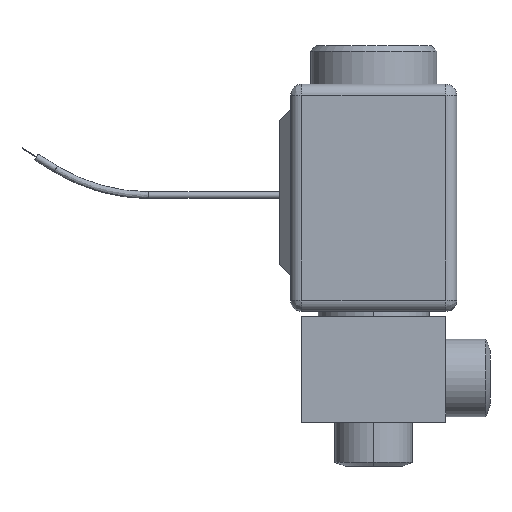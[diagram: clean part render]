
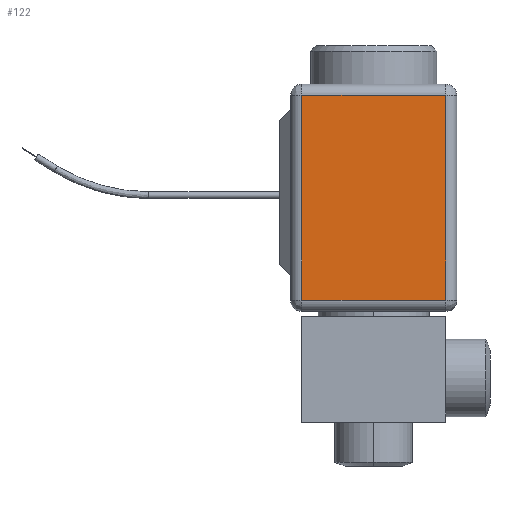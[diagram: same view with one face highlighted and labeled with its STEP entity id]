
A CAD part, top view. The second image highlights one B-rep face of the part: STEP entity #122.
In plain terms, the highlighted planar face has unit normal (0, 0, 1).
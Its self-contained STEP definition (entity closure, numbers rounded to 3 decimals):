
#36 = VECTOR ( 'NONE', #1459, 1000. ) ;
#88 = ORIENTED_EDGE ( 'NONE', *, *, #2453, .F. ) ;
#122 = ADVANCED_FACE ( 'NONE', ( #2955 ), #3780, .F. ) ;
#140 = VECTOR ( 'NONE', #1701, 1000. ) ;
#261 = VERTEX_POINT ( 'NONE', #2882 ) ;
#288 = EDGE_CURVE ( 'NONE', #2522, #261, #2438, .T. ) ;
#311 = LINE ( 'NONE', #1290, #2121 ) ;
#405 = ORIENTED_EDGE ( 'NONE', *, *, #3182, .F. ) ;
#466 = EDGE_LOOP ( 'NONE', ( #477, #2547, #405, #88 ) ) ;
#477 = ORIENTED_EDGE ( 'NONE', *, *, #288, .F. ) ;
#780 = CARTESIAN_POINT ( 'NONE',  ( 0., 67., 2.75 ) ) ;
#936 = LINE ( 'NONE', #780, #36 ) ;
#1290 = CARTESIAN_POINT ( 'NONE',  ( 13., 58.75, 2.75 ) ) ;
#1425 = VECTOR ( 'NONE', #2908, 1000. ) ;
#1459 = DIRECTION ( 'NONE',  ( 1., 0., 0. ) ) ;
#1701 = DIRECTION ( 'NONE',  ( -1., 0., 0. ) ) ;
#1785 = DIRECTION ( 'NONE',  ( 0., 0., -1. ) ) ;
#2121 = VECTOR ( 'NONE', #3295, 1000. ) ;
#2438 = LINE ( 'NONE', #4210, #1425 ) ;
#2453 = EDGE_CURVE ( 'NONE', #261, #3041, #936, .T. ) ;
#2465 = CARTESIAN_POINT ( 'NONE',  ( 0., 48.5, 2.75 ) ) ;
#2522 = VERTEX_POINT ( 'NONE', #3491 ) ;
#2547 = ORIENTED_EDGE ( 'NONE', *, *, #3483, .F. ) ;
#2806 = CARTESIAN_POINT ( 'NONE',  ( 13., 67., 2.75 ) ) ;
#2835 = LINE ( 'NONE', #3695, #140 ) ;
#2882 = CARTESIAN_POINT ( 'NONE',  ( -13., 67., 2.75 ) ) ;
#2908 = DIRECTION ( 'NONE',  ( 0., 1., 0. ) ) ;
#2955 = FACE_OUTER_BOUND ( 'NONE', #466, .T. ) ;
#3041 = VERTEX_POINT ( 'NONE', #2806 ) ;
#3063 = AXIS2_PLACEMENT_3D ( 'NONE', #2465, #1785, #4102 ) ;
#3182 = EDGE_CURVE ( 'NONE', #3041, #3981, #311, .T. ) ;
#3295 = DIRECTION ( 'NONE',  ( 0., -1., 0. ) ) ;
#3308 = CARTESIAN_POINT ( 'NONE',  ( 13., 30., 2.75 ) ) ;
#3483 = EDGE_CURVE ( 'NONE', #3981, #2522, #2835, .T. ) ;
#3491 = CARTESIAN_POINT ( 'NONE',  ( -13., 30., 2.75 ) ) ;
#3695 = CARTESIAN_POINT ( 'NONE',  ( 0., 30., 2.75 ) ) ;
#3780 = PLANE ( 'NONE',  #3063 ) ;
#3981 = VERTEX_POINT ( 'NONE', #3308 ) ;
#4102 = DIRECTION ( 'NONE',  ( -1., 0., 0. ) ) ;
#4210 = CARTESIAN_POINT ( 'NONE',  ( -13., 48.5, 2.75 ) ) ;
